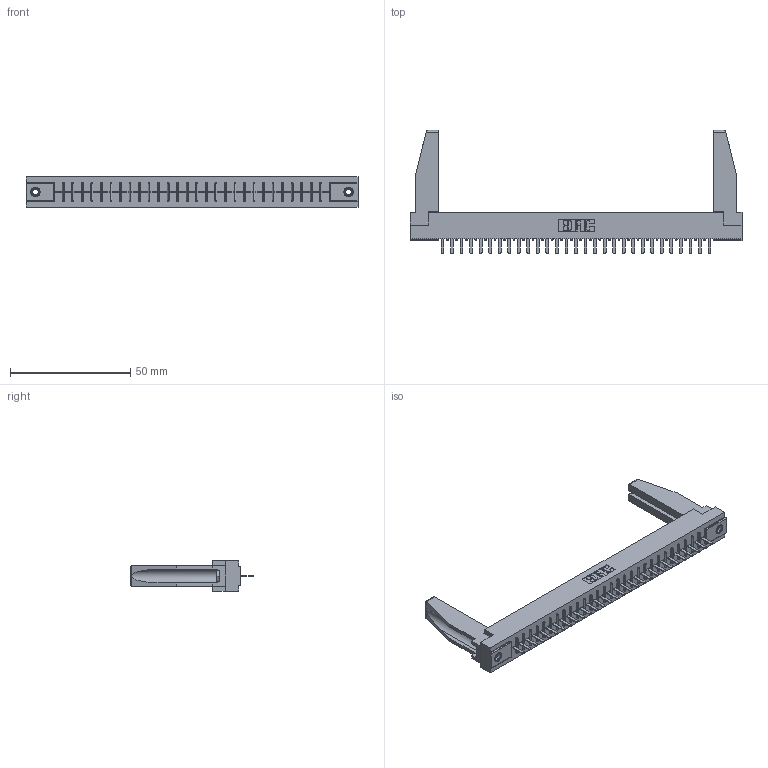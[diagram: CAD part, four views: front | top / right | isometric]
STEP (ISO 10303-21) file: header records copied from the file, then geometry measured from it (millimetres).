
FILE_DESCRIPTION (( 'STEP AP203' ), '1' );
FILE_NAME ('306-029-520-178.STEP', '2019-09-11T22:13:01', ( '' ), ( '' ), 'SwSTEP 2.0', 'SolidWorks 2016', '' );
FILE_SCHEMA (( 'CONFIG_CONTROL_DESIGN' ));
Length unit declared in the file: inch
Products named in the file (5): 307-220-078; 306 Part_.156 Dia; 306-029-520-178; 345-250-001_345-250-001-102; 306-290-001_120
Assembly tree (34 placements, depth 2):
  306-029-520-178
    306 Part_.156 Dia
    306-290-001_120  x29
    345-250-001_345-250-001-102  x2
    307-220-078  x2
Bounding box: 137.92 x 51.16 x 12.7 mm (x, y, z)
Volume: 19128.4 mm3; surface area: 19241.5 mm2
Topology: 34 solids, 34 shells, 2276 faces, 6359 edges, 4074 vertices
Faces by surface type: plane 1515, cylinder 629, sphere 116, cone 12, torus 4
Entity records: 31123 total; most frequent: CARTESIAN_POINT 5224, ORIENTED_EDGE 5136, DIRECTION 5104, EDGE_CURVE 2568, LINE 2004, VECTOR 2004, VERTEX_POINT 1628, AXIS2_PLACEMENT_3D 1550
